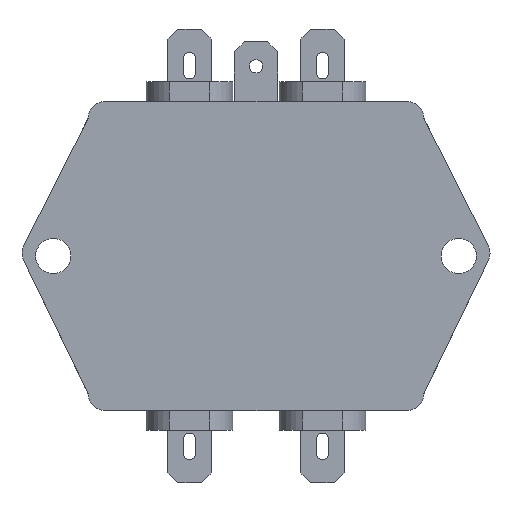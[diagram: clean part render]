
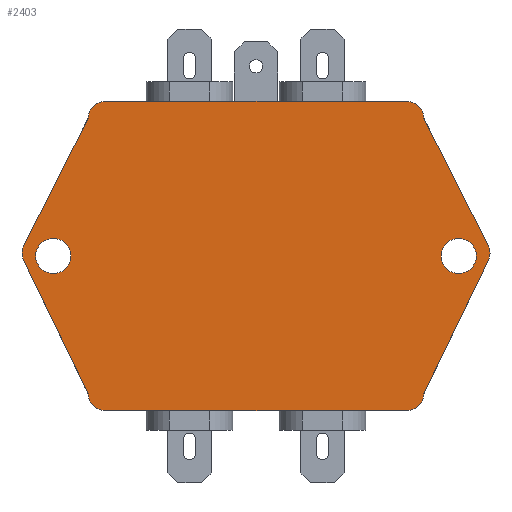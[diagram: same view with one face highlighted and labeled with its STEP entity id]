
A CAD part, front view. The second image highlights one B-rep face of the part: STEP entity #2403.
In plain terms, the highlighted planar face has unit normal (0, -1, 0).
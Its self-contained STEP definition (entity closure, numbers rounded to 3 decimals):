
#9 = ORIENTED_EDGE ( 'NONE', *, *, #4072, .F. ) ;
#27 = VERTEX_POINT ( 'NONE', #2563 ) ;
#38 = ORIENTED_EDGE ( 'NONE', *, *, #1229, .T. ) ;
#60 = VERTEX_POINT ( 'NONE', #2576 ) ;
#84 = FACE_BOUND ( 'NONE', #1613, .T. ) ;
#92 = DIRECTION ( 'NONE',  ( 0., -1., 0. ) ) ;
#123 = CARTESIAN_POINT ( 'NONE',  ( -22.75, 0., 20.75 ) ) ;
#137 = DIRECTION ( 'NONE',  ( 0., 0., -1. ) ) ;
#161 = DIRECTION ( 'NONE',  ( 0., -1., 0. ) ) ;
#170 = EDGE_CURVE ( 'NONE', #1961, #374, #1343, .T. ) ;
#181 = LINE ( 'NONE', #2757, #3616 ) ;
#195 = ORIENTED_EDGE ( 'NONE', *, *, #170, .T. ) ;
#205 = EDGE_CURVE ( 'NONE', #374, #1962, #2985, .T. ) ;
#210 = EDGE_CURVE ( 'NONE', #1962, #3245, #1262, .T. ) ;
#217 = LINE ( 'NONE', #3778, #3647 ) ;
#269 = DIRECTION ( 'NONE',  ( 0., -1., 0. ) ) ;
#273 = VERTEX_POINT ( 'NONE', #2881 ) ;
#374 = VERTEX_POINT ( 'NONE', #3773 ) ;
#424 = DIRECTION ( 'NONE',  ( 0.436, 0., 0.9 ) ) ;
#447 = DIRECTION ( 'NONE',  ( 0., 0., -1. ) ) ;
#495 = VERTEX_POINT ( 'NONE', #1121 ) ;
#533 = EDGE_CURVE ( 'NONE', #495, #60, #2562, .T. ) ;
#537 = EDGE_CURVE ( 'NONE', #1939, #273, #4217, .T. ) ;
#559 = CARTESIAN_POINT ( 'NONE',  ( -22.75, 0., 23.25 ) ) ;
#581 = CARTESIAN_POINT ( 'NONE',  ( -28.595, 0., -13.837 ) ) ;
#589 = EDGE_CURVE ( 'NONE', #60, #2819, #2336, .T. ) ;
#613 = EDGE_CURVE ( 'NONE', #2819, #2908, #3914, .T. ) ;
#655 = EDGE_CURVE ( 'NONE', #2908, #3446, #181, .T. ) ;
#660 = EDGE_CURVE ( 'NONE', #3446, #2385, #2679, .T. ) ;
#681 = CARTESIAN_POINT ( 'NONE',  ( -25.25, 0., -23.25 ) ) ;
#699 = EDGE_CURVE ( 'NONE', #4176, #1204, #2606, .T. ) ;
#785 = ORIENTED_EDGE ( 'NONE', *, *, #2362, .T. ) ;
#786 = DIRECTION ( 'NONE',  ( -0.45, 0., 0.893 ) ) ;
#791 = ORIENTED_EDGE ( 'NONE', *, *, #210, .T. ) ;
#794 = AXIS2_PLACEMENT_3D ( 'NONE', #1502, #3761, #1866 ) ;
#803 = CARTESIAN_POINT ( 'NONE',  ( 25.25, 0., 20.75 ) ) ;
#834 = CARTESIAN_POINT ( 'NONE',  ( -25.25, 0., 20.75 ) ) ;
#877 = CARTESIAN_POINT ( 'NONE',  ( 0., 0., 0. ) ) ;
#910 = AXIS2_PLACEMENT_3D ( 'NONE', #2091, #92, #2416 ) ;
#924 = CIRCLE ( 'NONE', #794, 2.65 ) ;
#932 = DIRECTION ( 'NONE',  ( 0., -1., 0. ) ) ;
#949 = CARTESIAN_POINT ( 'NONE',  ( -22.75, 0., -23.25 ) ) ;
#967 = ORIENTED_EDGE ( 'NONE', *, *, #205, .T. ) ;
#970 = EDGE_CURVE ( 'NONE', #27, #982, #1947, .T. ) ;
#982 = VERTEX_POINT ( 'NONE', #2037 ) ;
#999 = CARTESIAN_POINT ( 'NONE',  ( -34.944, 0., 1.535 ) ) ;
#1121 = CARTESIAN_POINT ( 'NONE',  ( 22.75, 0., -23.25 ) ) ;
#1204 = VERTEX_POINT ( 'NONE', #834 ) ;
#1229 = EDGE_CURVE ( 'NONE', #2385, #4176, #1666, .T. ) ;
#1262 = CIRCLE ( 'NONE', #4106, 2.5 ) ;
#1320 = CIRCLE ( 'NONE', #1948, 2.65 ) ;
#1326 = AXIS2_PLACEMENT_3D ( 'NONE', #3330, #1389, #3649 ) ;
#1343 = CIRCLE ( 'NONE', #3024, 2.5 ) ;
#1359 = CARTESIAN_POINT ( 'NONE',  ( 34.962, 0., -0.68 ) ) ;
#1389 = DIRECTION ( 'NONE',  ( 0., -1., 0. ) ) ;
#1402 = DIRECTION ( 'NONE',  ( 0., -1., 0. ) ) ;
#1403 = EDGE_LOOP ( 'NONE', ( #785, #195, #967, #791, #2533, #1620, #2459, #4204, #1627, #1803, #38, #4181 ) ) ;
#1454 = VECTOR ( 'NONE', #424, 1000. ) ;
#1487 = CARTESIAN_POINT ( 'NONE',  ( 25.25, 0., 23.25 ) ) ;
#1502 = CARTESIAN_POINT ( 'NONE',  ( 30.5, 0., 0. ) ) ;
#1526 = CARTESIAN_POINT ( 'NONE',  ( 22.75, 0., 23.25 ) ) ;
#1542 = DIRECTION ( 'NONE',  ( 0., 0., -1. ) ) ;
#1613 = EDGE_LOOP ( 'NONE', ( #1685, #3365 ) ) ;
#1620 = ORIENTED_EDGE ( 'NONE', *, *, #533, .T. ) ;
#1627 = ORIENTED_EDGE ( 'NONE', *, *, #655, .T. ) ;
#1666 = LINE ( 'NONE', #1487, #4127 ) ;
#1685 = ORIENTED_EDGE ( 'NONE', *, *, #970, .F. ) ;
#1695 = EDGE_CURVE ( 'NONE', #3245, #495, #3267, .T. ) ;
#1710 = FACE_OUTER_BOUND ( 'NONE', #1403, .T. ) ;
#1803 = ORIENTED_EDGE ( 'NONE', *, *, #660, .T. ) ;
#1806 = DIRECTION ( 'NONE',  ( 0., -1., 0. ) ) ;
#1866 = DIRECTION ( 'NONE',  ( 0., 0., -1. ) ) ;
#1881 = DIRECTION ( 'NONE',  ( -0.45, 0., -0.893 ) ) ;
#1939 = VERTEX_POINT ( 'NONE', #4199 ) ;
#1947 = CIRCLE ( 'NONE', #4081, 2.65 ) ;
#1948 = AXIS2_PLACEMENT_3D ( 'NONE', #4018, #2122, #137 ) ;
#1961 = VERTEX_POINT ( 'NONE', #999 ) ;
#1962 = VERTEX_POINT ( 'NONE', #1997 ) ;
#1997 = CARTESIAN_POINT ( 'NONE',  ( -25.25, 0., -20.75 ) ) ;
#2037 = CARTESIAN_POINT ( 'NONE',  ( -30.5, 0., 2.65 ) ) ;
#2084 = CARTESIAN_POINT ( 'NONE',  ( 25.25, 0., -20.75 ) ) ;
#2091 = CARTESIAN_POINT ( 'NONE',  ( 30.5, 0., 0. ) ) ;
#2122 = DIRECTION ( 'NONE',  ( 0., -1., 0. ) ) ;
#2155 = CARTESIAN_POINT ( 'NONE',  ( -30.5, 0., 0. ) ) ;
#2253 = CARTESIAN_POINT ( 'NONE',  ( -22.75, 0., -20.75 ) ) ;
#2255 = DIRECTION ( 'NONE',  ( 0., 0., -1. ) ) ;
#2327 = VECTOR ( 'NONE', #3612, 1000. ) ;
#2336 = LINE ( 'NONE', #2084, #1454 ) ;
#2362 = EDGE_CURVE ( 'NONE', #1204, #1961, #217, .T. ) ;
#2385 = VERTEX_POINT ( 'NONE', #1526 ) ;
#2403 = ADVANCED_FACE ( 'NONE', ( #84, #3459, #1710 ), #2842, .T. ) ;
#2416 = DIRECTION ( 'NONE',  ( 0., 0., -1. ) ) ;
#2440 = DIRECTION ( 'NONE',  ( 0., -1., 0. ) ) ;
#2459 = ORIENTED_EDGE ( 'NONE', *, *, #589, .T. ) ;
#2485 = DIRECTION ( 'NONE',  ( 0., 0., -1. ) ) ;
#2533 = ORIENTED_EDGE ( 'NONE', *, *, #1695, .T. ) ;
#2562 = CIRCLE ( 'NONE', #3580, 2.5 ) ;
#2563 = CARTESIAN_POINT ( 'NONE',  ( -30.5, 0., -2.65 ) ) ;
#2576 = CARTESIAN_POINT ( 'NONE',  ( 25.25, 0., -20.75 ) ) ;
#2606 = CIRCLE ( 'NONE', #3919, 2.5 ) ;
#2655 = AXIS2_PLACEMENT_3D ( 'NONE', #3700, #1806, #4024 ) ;
#2679 = CIRCLE ( 'NONE', #2655, 2.5 ) ;
#2750 = AXIS2_PLACEMENT_3D ( 'NONE', #877, #3457, #1542 ) ;
#2757 = CARTESIAN_POINT ( 'NONE',  ( 28.472, 0., 14.364 ) ) ;
#2819 = VERTEX_POINT ( 'NONE', #1359 ) ;
#2842 = PLANE ( 'NONE',  #2750 ) ;
#2881 = CARTESIAN_POINT ( 'NONE',  ( 30.5, 0., 2.65 ) ) ;
#2894 = CARTESIAN_POINT ( 'NONE',  ( -32.712, 0., 0.409 ) ) ;
#2908 = VERTEX_POINT ( 'NONE', #3328 ) ;
#2930 = EDGE_LOOP ( 'NONE', ( #4174, #9 ) ) ;
#2985 = LINE ( 'NONE', #581, #3740 ) ;
#3024 = AXIS2_PLACEMENT_3D ( 'NONE', #2894, #932, #3213 ) ;
#3197 = DIRECTION ( 'NONE',  ( 0.436, 0., -0.9 ) ) ;
#3213 = DIRECTION ( 'NONE',  ( 0., 0., -1. ) ) ;
#3245 = VERTEX_POINT ( 'NONE', #949 ) ;
#3267 = LINE ( 'NONE', #681, #2327 ) ;
#3328 = CARTESIAN_POINT ( 'NONE',  ( 34.944, 0., 1.535 ) ) ;
#3330 = CARTESIAN_POINT ( 'NONE',  ( 32.712, 0., 0.409 ) ) ;
#3341 = CARTESIAN_POINT ( 'NONE',  ( 22.75, 0., -20.75 ) ) ;
#3365 = ORIENTED_EDGE ( 'NONE', *, *, #3421, .F. ) ;
#3421 = EDGE_CURVE ( 'NONE', #982, #27, #1320, .T. ) ;
#3446 = VERTEX_POINT ( 'NONE', #803 ) ;
#3457 = DIRECTION ( 'NONE',  ( 0., -1., 0. ) ) ;
#3459 = FACE_BOUND ( 'NONE', #2930, .T. ) ;
#3580 = AXIS2_PLACEMENT_3D ( 'NONE', #3341, #1402, #3665 ) ;
#3612 = DIRECTION ( 'NONE',  ( 1., 0., 0. ) ) ;
#3616 = VECTOR ( 'NONE', #786, 1000. ) ;
#3647 = VECTOR ( 'NONE', #1881, 1000. ) ;
#3649 = DIRECTION ( 'NONE',  ( 0., 0., -1. ) ) ;
#3665 = DIRECTION ( 'NONE',  ( 0., 0., -1. ) ) ;
#3700 = CARTESIAN_POINT ( 'NONE',  ( 22.75, 0., 20.75 ) ) ;
#3740 = VECTOR ( 'NONE', #3197, 1000. ) ;
#3761 = DIRECTION ( 'NONE',  ( 0., -1., 0. ) ) ;
#3773 = CARTESIAN_POINT ( 'NONE',  ( -34.962, 0., -0.68 ) ) ;
#3778 = CARTESIAN_POINT ( 'NONE',  ( -25.25, 0., 20.75 ) ) ;
#3914 = CIRCLE ( 'NONE', #1326, 2.5 ) ;
#3919 = AXIS2_PLACEMENT_3D ( 'NONE', #123, #2440, #447 ) ;
#4018 = CARTESIAN_POINT ( 'NONE',  ( -30.5, 0., 0. ) ) ;
#4024 = DIRECTION ( 'NONE',  ( 0., 0., -1. ) ) ;
#4069 = DIRECTION ( 'NONE',  ( -1., 0., 0. ) ) ;
#4072 = EDGE_CURVE ( 'NONE', #273, #1939, #924, .T. ) ;
#4081 = AXIS2_PLACEMENT_3D ( 'NONE', #2155, #161, #2485 ) ;
#4106 = AXIS2_PLACEMENT_3D ( 'NONE', #2253, #269, #2255 ) ;
#4127 = VECTOR ( 'NONE', #4069, 1000. ) ;
#4174 = ORIENTED_EDGE ( 'NONE', *, *, #537, .F. ) ;
#4176 = VERTEX_POINT ( 'NONE', #559 ) ;
#4181 = ORIENTED_EDGE ( 'NONE', *, *, #699, .T. ) ;
#4199 = CARTESIAN_POINT ( 'NONE',  ( 30.5, 0., -2.65 ) ) ;
#4204 = ORIENTED_EDGE ( 'NONE', *, *, #613, .T. ) ;
#4217 = CIRCLE ( 'NONE', #910, 2.65 ) ;
